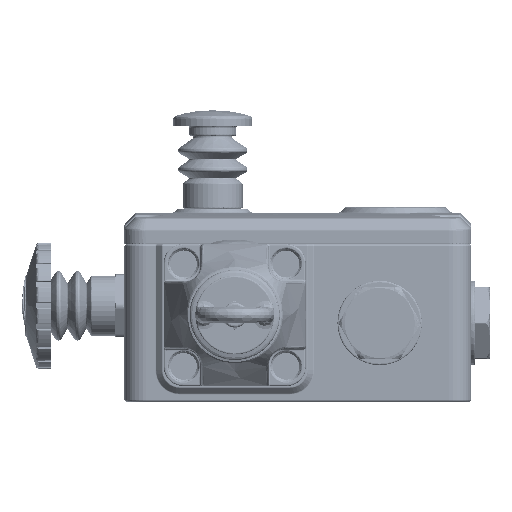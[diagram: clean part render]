
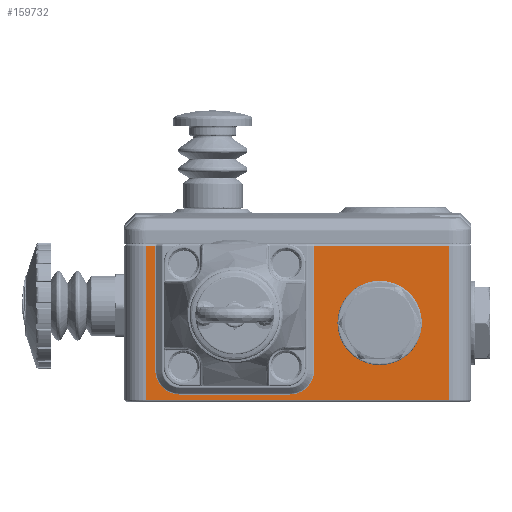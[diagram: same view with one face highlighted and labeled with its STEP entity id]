
A CAD part, left-side view. The second image highlights one B-rep face of the part: STEP entity #159732.
In plain terms, the highlighted planar face has unit normal (-1, 0, 0).
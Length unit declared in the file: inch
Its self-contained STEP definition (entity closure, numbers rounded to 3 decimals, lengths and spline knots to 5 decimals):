
#2958 = EDGE_CURVE ( 'NONE', #140427, #19508, #49748, .T. ) ;
#3119 = DIRECTION ( 'NONE',  ( -1., 0., 0. ) ) ;
#3728 = DIRECTION ( 'NONE',  ( -1., 0., 0. ) ) ;
#5189 = CARTESIAN_POINT ( 'NONE',  ( 0., 0.09027, -2.26378 ) ) ;
#5397 = DIRECTION ( 'NONE',  ( -1., 0., 0. ) ) ;
#5799 = EDGE_CURVE ( 'NONE', #122606, #42648, #147902, .T. ) ;
#6503 = ORIENTED_EDGE ( 'NONE', *, *, #66407, .F. ) ;
#11938 = CARTESIAN_POINT ( 'NONE',  ( 0., 1.41732, -1.14173 ) ) ;
#12967 = AXIS2_PLACEMENT_3D ( 'NONE', #48108, #146859, #72006 ) ;
#13272 = FACE_OUTER_BOUND ( 'NONE', #89873, .T. ) ;
#14618 = DIRECTION ( 'NONE',  ( 0., -1., 0. ) ) ;
#16688 = CARTESIAN_POINT ( 'NONE',  ( 0., 0.09027, -3.64173 ) ) ;
#19103 = ORIENTED_EDGE ( 'NONE', *, *, #26889, .F. ) ;
#19508 = VERTEX_POINT ( 'NONE', #57206 ) ;
#20853 = ORIENTED_EDGE ( 'NONE', *, *, #147771, .F. ) ;
#25571 = VERTEX_POINT ( 'NONE', #16688 ) ;
#26414 = VECTOR ( 'NONE', #129679, 39.37008 ) ;
#26889 = EDGE_CURVE ( 'NONE', #100971, #85144, #32906, .T. ) ;
#27273 = DIRECTION ( 'NONE',  ( 1., 0., 0. ) ) ;
#27324 = CIRCLE ( 'NONE', #93109, 0.43307 ) ;
#28079 = DIRECTION ( 'NONE',  ( 0., 0., 1. ) ) ;
#29205 = CARTESIAN_POINT ( 'NONE',  ( 0., 0.3937, -2.26378 ) ) ;
#30581 = CARTESIAN_POINT ( 'NONE',  ( 0., 0., -0.27559 ) ) ;
#32906 = LINE ( 'NONE', #98758, #139596 ) ;
#42648 = VERTEX_POINT ( 'NONE', #46353 ) ;
#46353 = CARTESIAN_POINT ( 'NONE',  ( 0., 0.3937, -3.94516 ) ) ;
#48108 = CARTESIAN_POINT ( 'NONE',  ( 0., 0.98425, -1.14173 ) ) ;
#48835 = ORIENTED_EDGE ( 'NONE', *, *, #108102, .F. ) ;
#49748 = CIRCLE ( 'NONE', #12967, 0.43307 ) ;
#52347 = LINE ( 'NONE', #53976, #26414 ) ;
#53880 = AXIS2_PLACEMENT_3D ( 'NONE', #113740, #27273, #28079 ) ;
#53976 = CARTESIAN_POINT ( 'NONE',  ( 0., 0.09027, 0. ) ) ;
#54451 = CARTESIAN_POINT ( 'NONE',  ( 0., 0., -4.05512 ) ) ;
#55594 = DIRECTION ( 'NONE',  ( 0., 1., 0. ) ) ;
#57206 = CARTESIAN_POINT ( 'NONE',  ( 0., 0.55118, -1.14173 ) ) ;
#57908 = VECTOR ( 'NONE', #132297, 39.37008 ) ;
#61791 = CARTESIAN_POINT ( 'NONE',  ( 0., 1.94094, -0.27559 ) ) ;
#62737 = CIRCLE ( 'NONE', #136388, 0.30343 ) ;
#64057 = VERTEX_POINT ( 'NONE', #70528 ) ;
#66248 = EDGE_CURVE ( 'NONE', #85144, #72537, #97726, .T. ) ;
#66407 = EDGE_CURVE ( 'NONE', #25571, #126377, #52347, .T. ) ;
#67044 = VERTEX_POINT ( 'NONE', #140024 ) ;
#67100 = DIRECTION ( 'NONE',  ( 0., 0., 1. ) ) ;
#68659 = CARTESIAN_POINT ( 'NONE',  ( 0., 0.02756, -4.33071 ) ) ;
#70528 = CARTESIAN_POINT ( 'NONE',  ( 0., 0.02756, -4.05512 ) ) ;
#70708 = CARTESIAN_POINT ( 'NONE',  ( 0., 1.94094, -1.96035 ) ) ;
#72006 = DIRECTION ( 'NONE',  ( 0., -1., 0. ) ) ;
#72537 = VERTEX_POINT ( 'NONE', #61791 ) ;
#73041 = CARTESIAN_POINT ( 'NONE',  ( 0., 0., -3.94516 ) ) ;
#81478 = EDGE_CURVE ( 'NONE', #19508, #140427, #27324, .T. ) ;
#81921 = CARTESIAN_POINT ( 'NONE',  ( 0., 0.3937, -3.64173 ) ) ;
#82575 = EDGE_LOOP ( 'NONE', ( #93119, #126809 ) ) ;
#82615 = LINE ( 'NONE', #68659, #126878 ) ;
#83160 = LINE ( 'NONE', #120181, #103833 ) ;
#84602 = ORIENTED_EDGE ( 'NONE', *, *, #109209, .F. ) ;
#85144 = VERTEX_POINT ( 'NONE', #70708 ) ;
#88215 = FACE_BOUND ( 'NONE', #82575, .T. ) ;
#88485 = ORIENTED_EDGE ( 'NONE', *, *, #66248, .F. ) ;
#89873 = EDGE_LOOP ( 'NONE', ( #48835, #20853, #84602, #88485, #19103, #139098, #6503, #104933, #149765, #96317 ) ) ;
#90122 = VECTOR ( 'NONE', #144142, 39.37008 ) ;
#93109 = AXIS2_PLACEMENT_3D ( 'NONE', #139732, #3119, #14618 ) ;
#93119 = ORIENTED_EDGE ( 'NONE', *, *, #2958, .F. ) ;
#94402 = CARTESIAN_POINT ( 'NONE',  ( 0., 1.94094, -3.94516 ) ) ;
#96317 = ORIENTED_EDGE ( 'NONE', *, *, #159839, .F. ) ;
#97726 = LINE ( 'NONE', #147894, #57908 ) ;
#98758 = CARTESIAN_POINT ( 'NONE',  ( 0., 0., -1.96035 ) ) ;
#100971 = VERTEX_POINT ( 'NONE', #112658 ) ;
#103833 = VECTOR ( 'NONE', #133335, 39.37008 ) ;
#104933 = ORIENTED_EDGE ( 'NONE', *, *, #151616, .F. ) ;
#108102 = EDGE_CURVE ( 'NONE', #64057, #67044, #127732, .T. ) ;
#109209 = EDGE_CURVE ( 'NONE', #72537, #152101, #157267, .T. ) ;
#110525 = VECTOR ( 'NONE', #110912, 39.37008 ) ;
#110912 = DIRECTION ( 'NONE',  ( 0., -1., 0. ) ) ;
#112658 = CARTESIAN_POINT ( 'NONE',  ( 0., 0.3937, -1.96035 ) ) ;
#113740 = CARTESIAN_POINT ( 'NONE',  ( 0., 0., 0. ) ) ;
#115416 = DIRECTION ( 'NONE',  ( 0., 1., 0. ) ) ;
#118324 = EDGE_CURVE ( 'NONE', #126377, #100971, #62737, .T. ) ;
#118794 = VECTOR ( 'NONE', #115416, 39.37008 ) ;
#120181 = CARTESIAN_POINT ( 'NONE',  ( 0., 1.94094, 0. ) ) ;
#122606 = VERTEX_POINT ( 'NONE', #94402 ) ;
#126377 = VERTEX_POINT ( 'NONE', #5189 ) ;
#126809 = ORIENTED_EDGE ( 'NONE', *, *, #81478, .F. ) ;
#126878 = VECTOR ( 'NONE', #132792, 39.37008 ) ;
#127732 = LINE ( 'NONE', #54451, #118794 ) ;
#129679 = DIRECTION ( 'NONE',  ( 0., 0., 1. ) ) ;
#132297 = DIRECTION ( 'NONE',  ( 0., 0., 1. ) ) ;
#132792 = DIRECTION ( 'NONE',  ( 0., 0., -1. ) ) ;
#133335 = DIRECTION ( 'NONE',  ( 0., 0., 1. ) ) ;
#134976 = DIRECTION ( 'NONE',  ( 0., 1., 0. ) ) ;
#136388 = AXIS2_PLACEMENT_3D ( 'NONE', #29205, #3728, #67100 ) ;
#139098 = ORIENTED_EDGE ( 'NONE', *, *, #118324, .F. ) ;
#139596 = VECTOR ( 'NONE', #134976, 39.37008 ) ;
#139732 = CARTESIAN_POINT ( 'NONE',  ( 0., 0.98425, -1.14173 ) ) ;
#140024 = CARTESIAN_POINT ( 'NONE',  ( 0., 1.94094, -4.05512 ) ) ;
#140427 = VERTEX_POINT ( 'NONE', #11938 ) ;
#144142 = DIRECTION ( 'NONE',  ( 0., -1., 0. ) ) ;
#145644 = AXIS2_PLACEMENT_3D ( 'NONE', #81921, #5397, #55594 ) ;
#146859 = DIRECTION ( 'NONE',  ( -1., 0., 0. ) ) ;
#147771 = EDGE_CURVE ( 'NONE', #152101, #64057, #82615, .T. ) ;
#147894 = CARTESIAN_POINT ( 'NONE',  ( 0., 1.94094, 0. ) ) ;
#147902 = LINE ( 'NONE', #73041, #110525 ) ;
#149765 = ORIENTED_EDGE ( 'NONE', *, *, #5799, .F. ) ;
#151616 = EDGE_CURVE ( 'NONE', #42648, #25571, #153505, .T. ) ;
#152101 = VERTEX_POINT ( 'NONE', #153767 ) ;
#153156 = PLANE ( 'NONE',  #53880 ) ;
#153505 = CIRCLE ( 'NONE', #145644, 0.30343 ) ;
#153767 = CARTESIAN_POINT ( 'NONE',  ( 0., 0.02756, -0.27559 ) ) ;
#157267 = LINE ( 'NONE', #30581, #90122 ) ;
#159732 = ADVANCED_FACE ( 'NONE', ( #88215, #13272 ), #153156, .F. ) ;
#159839 = EDGE_CURVE ( 'NONE', #67044, #122606, #83160, .T. ) ;
